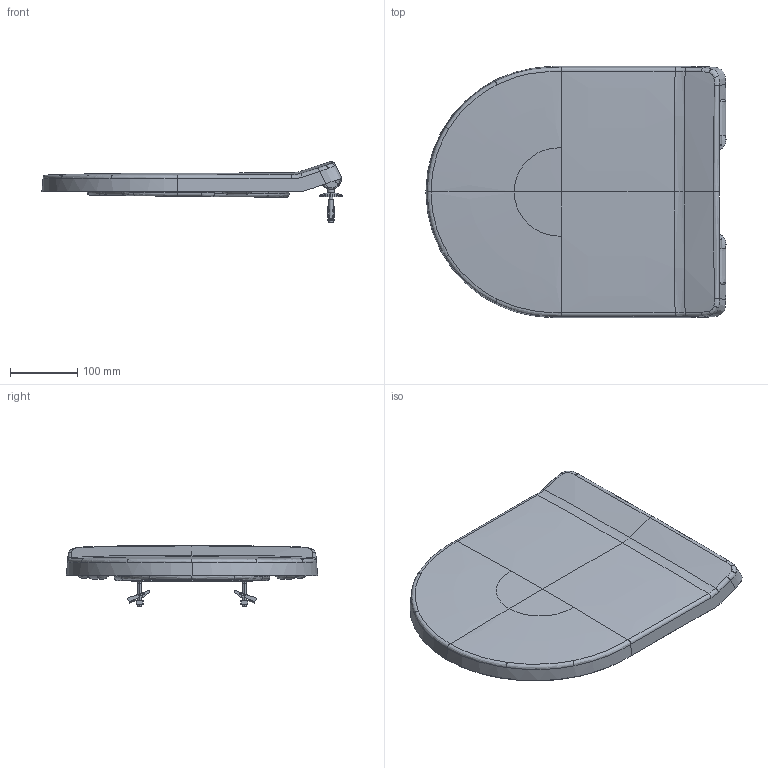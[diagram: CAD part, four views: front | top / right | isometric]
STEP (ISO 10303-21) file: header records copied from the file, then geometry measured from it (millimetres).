
FILE_DESCRIPTION(/* description */ (''),/* implementation_level */ '2;1');
FILE_NAME(/* name */ '8M70S1_WCS.stp',/* time_stamp */ '2023-09-26T07:48:59+02:00',/* author */ (''),/* organization */ (''),/* preprocessor_version */ 'ST-DEVELOPER v18.1',/* originating_system */ 'SIEMENS PLM Software NX 1973',/* authorisation */ '');
FILE_SCHEMA (('AUTOMOTIVE_DESIGN { 1 0 10303 214 3 1 1 1 }'));
Products named in the file (1): Muel15507F0Bku5w
Bounding box: 445.46 x 373 x 90.47 mm (x, y, z)
Volume: 1591512.9 mm3; surface area: 577800.6 mm2
Topology: 14 solids, 15 shells, 822 faces, 2063 edges, 1276 vertices
Faces by surface type: bspline 552, plane 113, cylinder 105, extrusion 32, revolution 8, sphere 4, torus 4, cone 4
Full cylindrical faces by diameter (mm): 10 x3, 19.8 x2
Entity records: 77332 total; most frequent: CARTESIAN_POINT 62101, ORIENTED_EDGE 4124, EDGE_CURVE 2062, B_SPLINE_CURVE_WITH_KNOTS 1478, DIRECTION 1353, VERTEX_POINT 1282, EDGE_LOOP 840, ADVANCED_FACE 821
